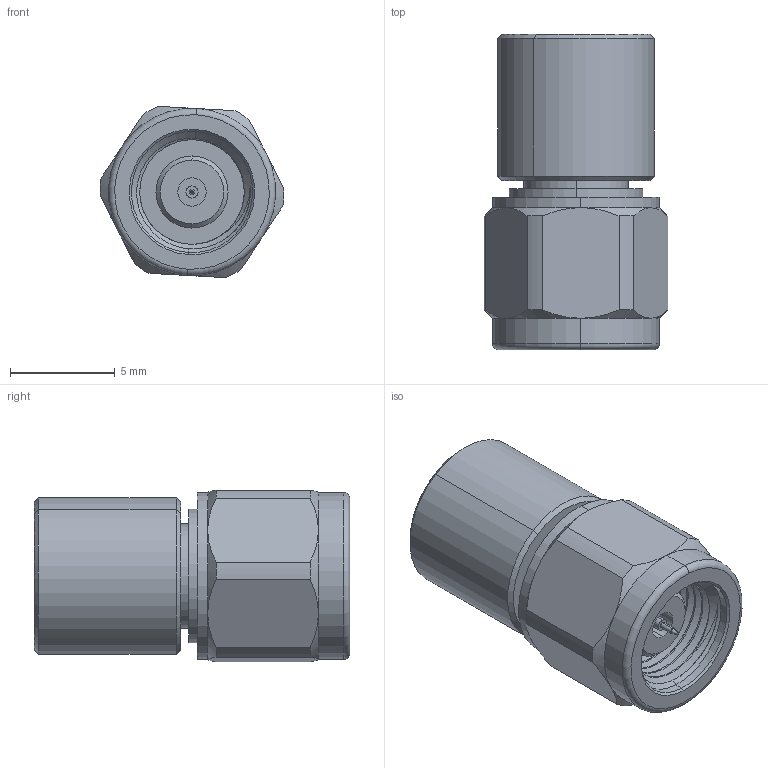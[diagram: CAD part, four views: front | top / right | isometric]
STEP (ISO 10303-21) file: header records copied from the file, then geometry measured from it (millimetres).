
FILE_DESCRIPTION (( 'STEP AP214' ), '1' );
FILE_NAME ('CM-EM-30-2, Defeatured.STEP', '2025-09-05T18:10:02', ( '' ), ( '' ), 'SwSTEP 2.0', 'SolidWorks 2021', '' );
FILE_SCHEMA (( 'AUTOMOTIVE_DESIGN' ));
Length unit declared in the file: inch
Products named in the file (1): CM-EM-30-2, Defeatured
Bounding box: 8.8 x 15.1 x 8.2 mm (x, y, z)
Volume: 614 mm3; surface area: 844.1 mm2
Topology: 2 solids, 3 shells, 104 faces, 229 edges, 142 vertices
Faces by surface type: cylinder 49, cone 28, plane 23, torus 2, bspline 2
Entity records: 5517 total; most frequent: CARTESIAN_POINT 1894, DIRECTION 484, ORIENTED_EDGE 458, EDGE_CURVE 229, AXIS2_PLACEMENT_3D 207, VERTEX_POINT 142, EDGE_LOOP 117, LENGTH_MEASURE_WITH_UNIT 106
